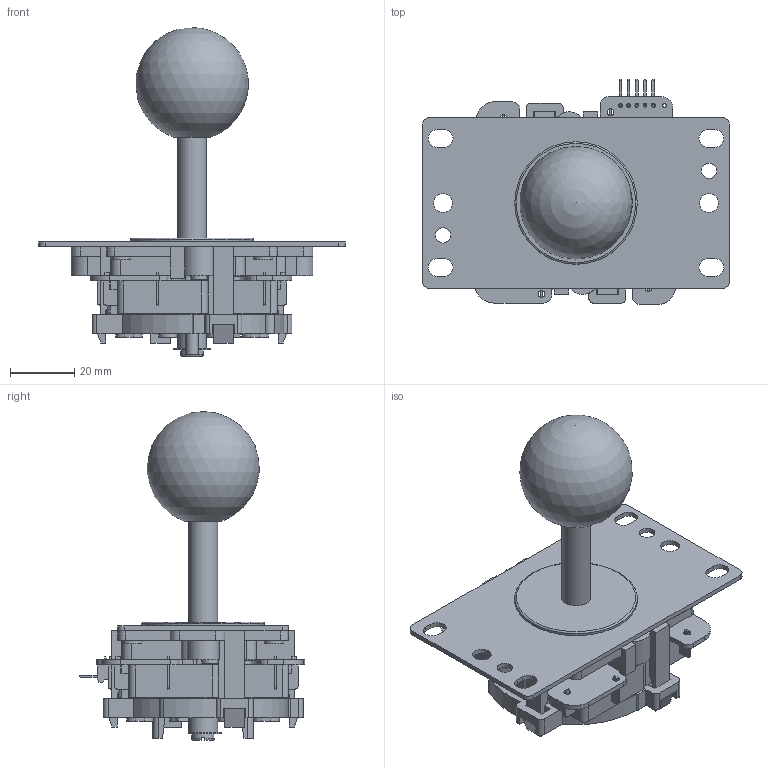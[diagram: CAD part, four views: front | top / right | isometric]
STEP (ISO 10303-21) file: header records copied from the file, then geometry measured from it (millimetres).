
FILE_DESCRIPTION(('FreeCAD Model'),'2;1');
FILE_NAME('Open CASCADE Shape Model','2023-02-19T01:25:31',(''),(''), 'Open CASCADE STEP processor 7.6','FreeCAD','Unknown');
FILE_SCHEMA(('AUTOMOTIVE_DESIGN { 1 0 10303 214 1 1 1 1 }'));
Length unit declared in the file: millimetre
Products named in the file (29): Sanwa_JLF_TP_8YT; Connector 5P; JLF-P1 Mounting Plate; Sanwa LB-35 Balltop Dark Red; Sanwa JL-S9F Shaft; Solo Sanwa JLF Dustwasher; Sanwa LB-30 N-S Battop Adapter; Sanwa JLF P-2 Main Body; Sanwa JLF-P-4 Pivot; Push Button Arcade; Push Button Arcade_clne150; Push Button Arcade_clne151; Push Button Arcade_clne152; Sanwa JLF Actuator; Circlip; Sanwa JLF-P-6 Pressure Spring Base; Sanwa TP-MA PCB; Sanwa JLF-MW Washer; Sanwa JLF Spring; Sanwa GT-8F 16-Way Restrictor Plate; M3x10-Screw; M3x10-Screw001; M3x10-Screw002; M3x10-Screw003; M3-Nut; M3-Nut004; M3-Nut007; M3-Nut006; Sanwa GT Restrictor Plate
Assembly tree (28 placements, depth 2):
  Sanwa_JLF_TP_8YT
    Connector 5P
    JLF-P1 Mounting Plate
    Sanwa LB-35 Balltop Dark Red
    Sanwa JL-S9F Shaft
    Solo Sanwa JLF Dustwasher
    Sanwa LB-30 N-S Battop Adapter
    Sanwa JLF P-2 Main Body
    Sanwa JLF-P-4 Pivot
    Push Button Arcade
    Push Button Arcade_clne150
    Push Button Arcade_clne151
    Push Button Arcade_clne152
    Sanwa JLF Actuator
    Circlip
    Sanwa JLF-P-6 Pressure Spring Base
    Sanwa TP-MA PCB
    Sanwa JLF-MW Washer
    Sanwa JLF Spring
    Sanwa GT-8F 16-Way Restrictor Plate
    M3x10-Screw
    M3x10-Screw001
    M3x10-Screw002
    M3x10-Screw003
    M3-Nut
    M3-Nut004
    M3-Nut007
    M3-Nut006
    Sanwa GT Restrictor Plate
Bounding box: 95 x 69.9 x 102 mm (x, y, z)
Volume: 93988.6 mm3; surface area: 61273.4 mm2
Topology: 28 solids, 28 shells, 1340 faces, 3445 edges, 2251 vertices
Faces by surface type: plane 809, cylinder 375, cone 108, torus 24, bspline 18, revolution 5, sphere 1
Full cylindrical faces by diameter (mm): 1.2 x7, 2.1 x8, 2.459 x4, 2.5 x4, 3 x16, 3.1 x4, 4.1 x4, 4.5 x6, 4.8 x3, 5 x5, 5.3 x4, 5.7 x12, 5.8 x2, 6 x5, 7 x5, 9 x3, 9.3 x1, 10 x2, 13.8 x1, 14.5 x1, 15.8 x1, 17 x1, 18.8 x2, 20.5 x1, 21 x2, 21.2 x1, 22 x1, 26 x1, 31.3 x1, 38 x1
Entity records: 44806 total; most frequent: CARTESIAN_POINT 8752, DIRECTION 7300, ORIENTED_EDGE 6880, EDGE_CURVE 3440, AXIS2_PLACEMENT_3D 2568, VERTEX_POINT 2251, LINE 2159, VECTOR 2159
